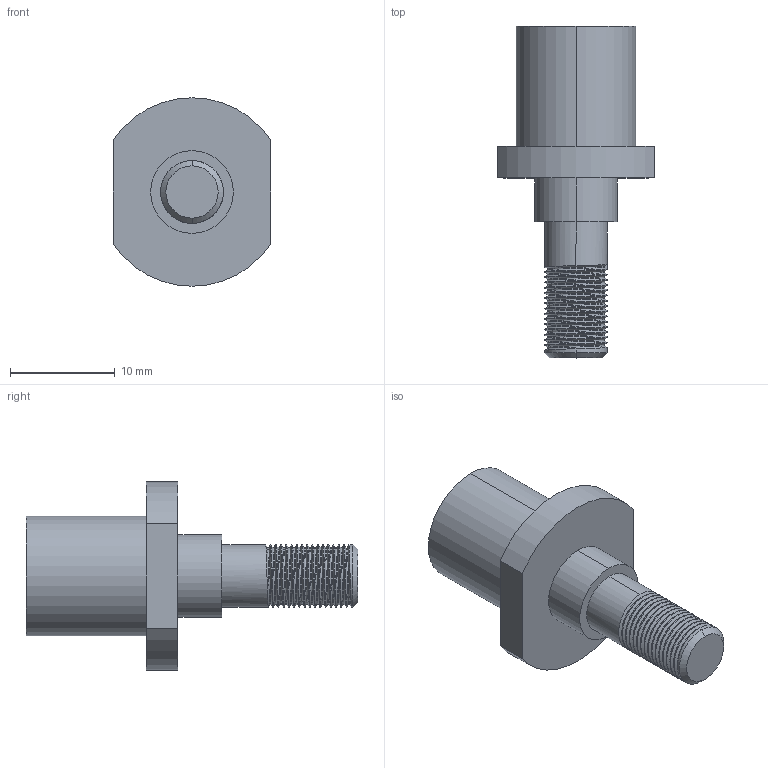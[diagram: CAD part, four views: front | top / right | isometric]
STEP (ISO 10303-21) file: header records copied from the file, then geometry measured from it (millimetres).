
FILE_DESCRIPTION (( 'STEP AP214' ), '1' );
FILE_NAME ('CYC-015.step', '2024-04-03T09:39:39', ( '' ), ( '' ), 'SwSTEP 2.0', 'SolidWorks 2024', '' );
FILE_SCHEMA (( 'AUTOMOTIVE_DESIGN' ));
Length unit declared in the file: millimetre
Products named in the file (1): CYC-015
Bounding box: 15 x 31.7 x 18 mm (x, y, z)
Volume: 2254 mm3; surface area: 1633.4 mm2
Topology: 1 solids, 1 shells, 59 faces, 156 edges, 101 vertices
Faces by surface type: cylinder 43, plane 9, cone 4, bspline 3
Entity records: 3673 total; most frequent: CARTESIAN_POINT 2366, ORIENTED_EDGE 308, DIRECTION 225, EDGE_CURVE 154, VERTEX_POINT 101, AXIS2_PLACEMENT_3D 82, EDGE_LOOP 63, LINE 61
